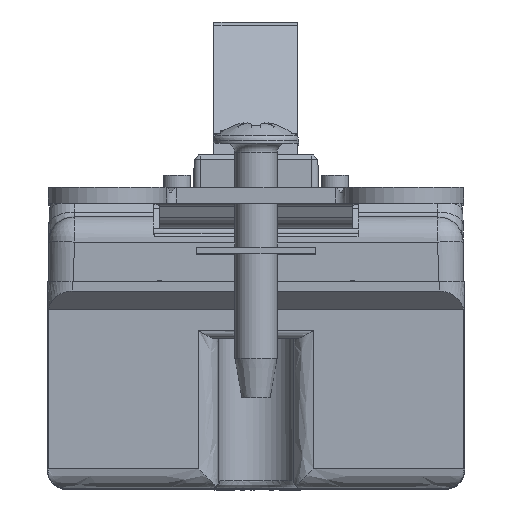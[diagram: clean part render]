
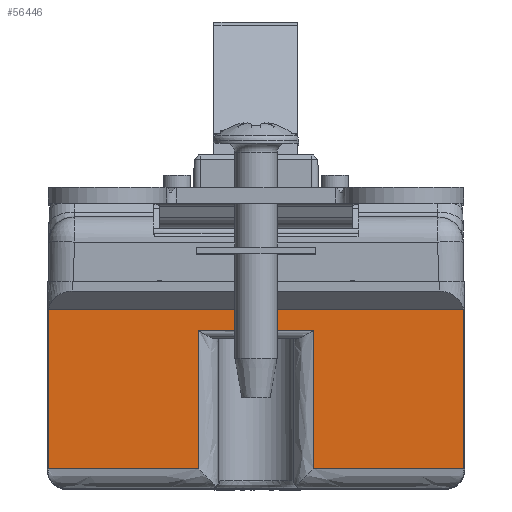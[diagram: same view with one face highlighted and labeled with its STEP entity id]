
A CAD part, top view. The second image highlights one B-rep face of the part: STEP entity #56446.
In plain terms, the highlighted face is planar.
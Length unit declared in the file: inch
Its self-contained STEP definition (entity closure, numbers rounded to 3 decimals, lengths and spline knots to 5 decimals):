
#11481 = CARTESIAN_POINT ( 'NONE',  ( -0.67163, 0.87645, -0.15593 ) ) ;
#12497 = VECTOR ( 'NONE', #195928, 39.37008 ) ;
#12872 = EDGE_CURVE ( 'NONE', #29793, #129392, #79374, .T. ) ;
#15373 = DIRECTION ( 'NONE',  ( 0., 0., 1. ) ) ;
#15447 = CARTESIAN_POINT ( 'NONE',  ( -0.67163, 0.03818, -0.59253 ) ) ;
#16214 = EDGE_LOOP ( 'NONE', ( #197352, #74495, #158337, #146244, #141237, #189538, #156206, #185502 ) ) ;
#22331 = CARTESIAN_POINT ( 'NONE',  ( -0.67163, 0.51329, -0.15593 ) ) ;
#29793 = VERTEX_POINT ( 'NONE', #196404 ) ;
#30188 = FACE_OUTER_BOUND ( 'NONE', #16214, .T. ) ;
#31228 = DIRECTION ( 'NONE',  ( 1., 0., 0. ) ) ;
#31465 = VECTOR ( 'NONE', #142376, 39.37008 ) ;
#35044 = LINE ( 'NONE', #36091, #149978 ) ;
#36091 = CARTESIAN_POINT ( 'NONE',  ( -0.67163, 1.35156, -0.59253 ) ) ;
#36264 = LINE ( 'NONE', #81656, #103863 ) ;
#36802 = LINE ( 'NONE', #117357, #12497 ) ;
#37381 = LINE ( 'NONE', #132387, #130715 ) ;
#38277 = VECTOR ( 'NONE', #105397, 39.37008 ) ;
#40767 = CARTESIAN_POINT ( 'NONE',  ( -0.67163, 0.87645, -0.59253 ) ) ;
#44224 = CARTESIAN_POINT ( 'NONE',  ( -0.67163, 0.51329, -0.59253 ) ) ;
#47792 = CARTESIAN_POINT ( 'NONE',  ( -0.67163, 0.51329, -0.59253 ) ) ;
#50263 = VERTEX_POINT ( 'NONE', #74266 ) ;
#56340 = CARTESIAN_POINT ( 'NONE',  ( -0.67163, 0.87645, -0.15593 ) ) ;
#56446 = ADVANCED_FACE ( 'NONE', ( #30188 ), #140721, .F. ) ;
#56845 = EDGE_CURVE ( 'NONE', #92578, #50263, #35044, .T. ) ;
#62881 = EDGE_CURVE ( 'NONE', #119980, #189951, #109309, .T. ) ;
#74266 = CARTESIAN_POINT ( 'NONE',  ( -0.67163, 1.35156, -0.08853 ) ) ;
#74495 = ORIENTED_EDGE ( 'NONE', *, *, #164763, .T. ) ;
#75087 = EDGE_CURVE ( 'NONE', #119980, #29793, #36264, .T. ) ;
#77460 = LINE ( 'NONE', #11481, #38277 ) ;
#78707 = DIRECTION ( 'NONE',  ( 0., 0., -1. ) ) ;
#79374 = LINE ( 'NONE', #15447, #31465 ) ;
#81656 = CARTESIAN_POINT ( 'NONE',  ( -0.67163, 0.51329, -0.59253 ) ) ;
#85551 = DIRECTION ( 'NONE',  ( 0., 0., 1. ) ) ;
#92578 = VERTEX_POINT ( 'NONE', #187858 ) ;
#96257 = VERTEX_POINT ( 'NONE', #40767 ) ;
#103863 = VECTOR ( 'NONE', #176742, 39.37008 ) ;
#105371 = VECTOR ( 'NONE', #15373, 39.37008 ) ;
#105397 = DIRECTION ( 'NONE',  ( 0., 0., -1. ) ) ;
#109309 = LINE ( 'NONE', #44224, #105371 ) ;
#109671 = CARTESIAN_POINT ( 'NONE',  ( -0.67163, 1.35156, -0.59253 ) ) ;
#109738 = CARTESIAN_POINT ( 'NONE',  ( -0.67163, 0.00534, -0.07593 ) ) ;
#117357 = CARTESIAN_POINT ( 'NONE',  ( -0.67163, 0.87645, -0.15593 ) ) ;
#119980 = VERTEX_POINT ( 'NONE', #47792 ) ;
#122880 = CARTESIAN_POINT ( 'NONE',  ( -0.67163, 0.03818, -0.08853 ) ) ;
#124144 = VECTOR ( 'NONE', #173662, 39.37008 ) ;
#129392 = VERTEX_POINT ( 'NONE', #122880 ) ;
#130715 = VECTOR ( 'NONE', #178943, 39.37008 ) ;
#132387 = CARTESIAN_POINT ( 'NONE',  ( -0.67163, 1.35156, -0.08853 ) ) ;
#140721 = PLANE ( 'NONE',  #143300 ) ;
#141237 = ORIENTED_EDGE ( 'NONE', *, *, #12872, .T. ) ;
#142376 = DIRECTION ( 'NONE',  ( 0., 0., 1. ) ) ;
#143300 = AXIS2_PLACEMENT_3D ( 'NONE', #109738, #31228, #78707 ) ;
#146244 = ORIENTED_EDGE ( 'NONE', *, *, #75087, .T. ) ;
#149978 = VECTOR ( 'NONE', #85551, 39.37008 ) ;
#154609 = VERTEX_POINT ( 'NONE', #56340 ) ;
#156206 = ORIENTED_EDGE ( 'NONE', *, *, #56845, .F. ) ;
#158337 = ORIENTED_EDGE ( 'NONE', *, *, #62881, .F. ) ;
#161058 = EDGE_CURVE ( 'NONE', #154609, #96257, #77460, .T. ) ;
#164763 = EDGE_CURVE ( 'NONE', #154609, #189951, #36802, .T. ) ;
#173662 = DIRECTION ( 'NONE',  ( 0., -1., 0. ) ) ;
#176742 = DIRECTION ( 'NONE',  ( 0., -1., 0. ) ) ;
#178943 = DIRECTION ( 'NONE',  ( 0., -1., 0. ) ) ;
#185502 = ORIENTED_EDGE ( 'NONE', *, *, #186531, .T. ) ;
#186531 = EDGE_CURVE ( 'NONE', #92578, #96257, #190313, .T. ) ;
#187858 = CARTESIAN_POINT ( 'NONE',  ( -0.67163, 1.35156, -0.59253 ) ) ;
#188765 = EDGE_CURVE ( 'NONE', #50263, #129392, #37381, .T. ) ;
#189538 = ORIENTED_EDGE ( 'NONE', *, *, #188765, .F. ) ;
#189951 = VERTEX_POINT ( 'NONE', #22331 ) ;
#190313 = LINE ( 'NONE', #109671, #124144 ) ;
#195928 = DIRECTION ( 'NONE',  ( 0., -1., 0. ) ) ;
#196404 = CARTESIAN_POINT ( 'NONE',  ( -0.67163, 0.03818, -0.59253 ) ) ;
#197352 = ORIENTED_EDGE ( 'NONE', *, *, #161058, .F. ) ;
